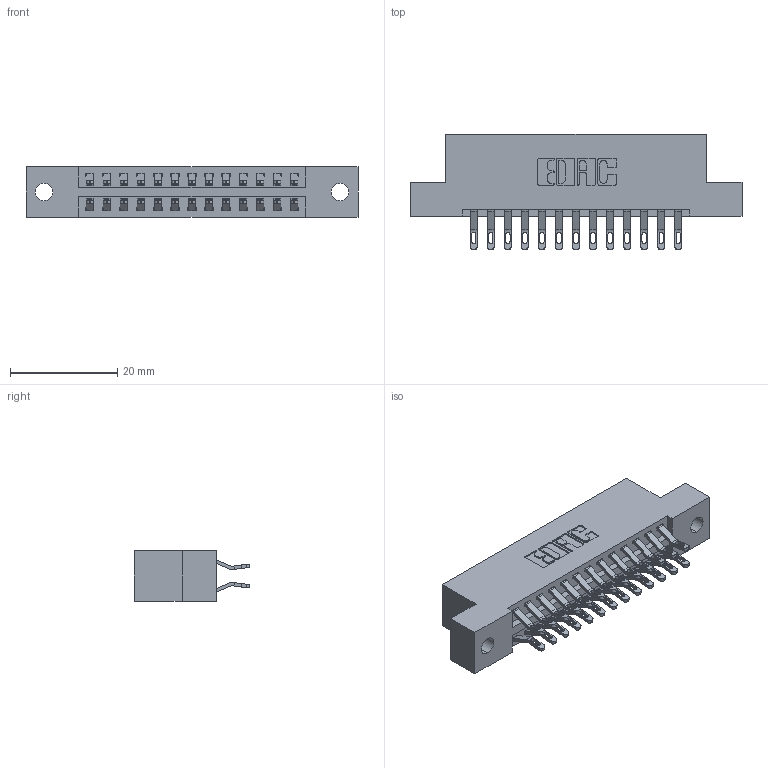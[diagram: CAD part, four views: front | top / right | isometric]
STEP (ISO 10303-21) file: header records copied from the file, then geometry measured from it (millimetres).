
FILE_DESCRIPTION (( 'STEP AP203' ), '1' );
FILE_NAME ('396-026-555-202.STEP', '2019-10-30T04:51:16', ( '' ), ( '' ), 'SwSTEP 2.0', 'SolidWorks 2016', '' );
FILE_SCHEMA (( 'CONFIG_CONTROL_DESIGN' ));
Length unit declared in the file: inch
Products named in the file (3): 345-292-001_555 Tail; 396-026-555-202; 346 Part_Flush Mounting Lugs - 0.128 Dia
Assembly tree (27 placements, depth 2):
  396-026-555-202
    346 Part_Flush Mounting Lugs - 0.128 Dia
    345-292-001_555 Tail  x26
Bounding box: 61.85 x 21.46 x 9.4 mm (x, y, z)
Volume: 5844.5 mm3; surface area: 7577.5 mm2
Topology: 27 solids, 27 shells, 1630 faces, 5087 edges, 3390 vertices
Faces by surface type: plane 934, cylinder 696
Entity records: 12717 total; most frequent: CARTESIAN_POINT 2170, ORIENTED_EDGE 2074, DIRECTION 1933, EDGE_CURVE 1037, VECTOR 833, LINE 833, VERTEX_POINT 690, AXIS2_PLACEMENT_3D 550
